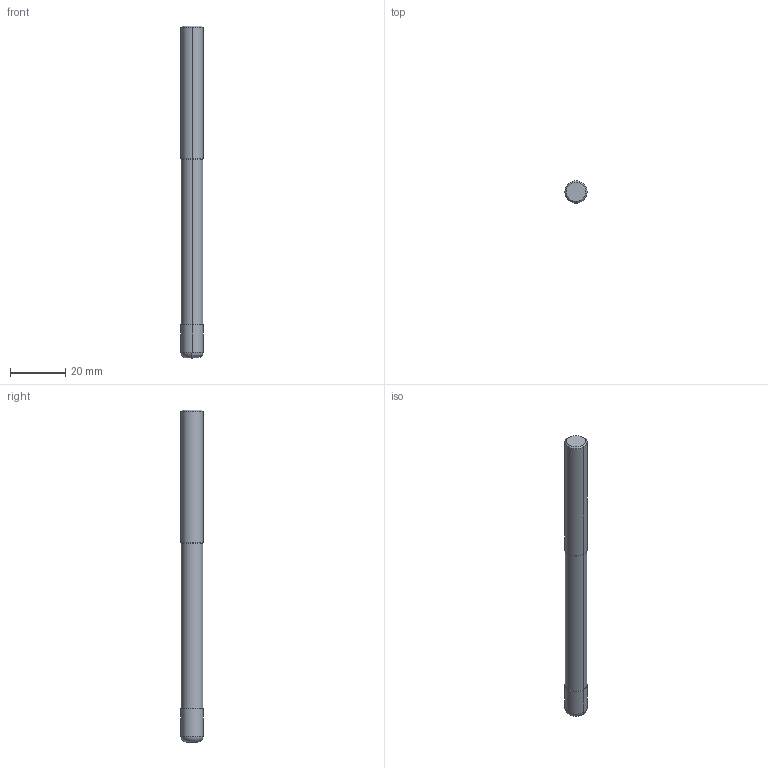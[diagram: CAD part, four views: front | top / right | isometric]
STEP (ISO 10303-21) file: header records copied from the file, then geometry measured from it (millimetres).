
FILE_DESCRIPTION(/* description */ (''),/* implementation_level */ '2;1');
FILE_NAME(/* name */ 'VFHVRBD0800R20N072.stp',/* time_stamp */ '2023-03-17T09:18:08+09:00',/* author */ (''),/* organization */ (''),/* preprocessor_version */ 'ST-DEVELOPER v16',/* originating_system */ 'SIEMENS PLM Software NX 10.0',/* authorisation */ '');
FILE_SCHEMA (('AUTOMOTIVE_DESIGN { 1 0 10303 214 3 1 1 1 }'));
Length unit declared in the file: millimetre
Products named in the file (1): VFHVRBD0800R20N072_ASM
Bounding box: 8 x 8 x 120 mm (x, y, z)
Volume: 5897.8 mm3; surface area: 3159.3 mm2
Topology: 2 solids, 2 shells, 18 faces, 37 edges, 29 vertices
Faces by surface type: cylinder 6, cone 6, plane 4, torus 1, bspline 1
Entity records: 629 total; most frequent: DIRECTION 114, CARTESIAN_POINT 112, ORIENTED_EDGE 64, AXIS2_PLACEMENT_3D 49, EDGE_CURVE 32, CIRCLE 21, ADVANCED_FACE 18, FACE_OUTER_BOUND 18
